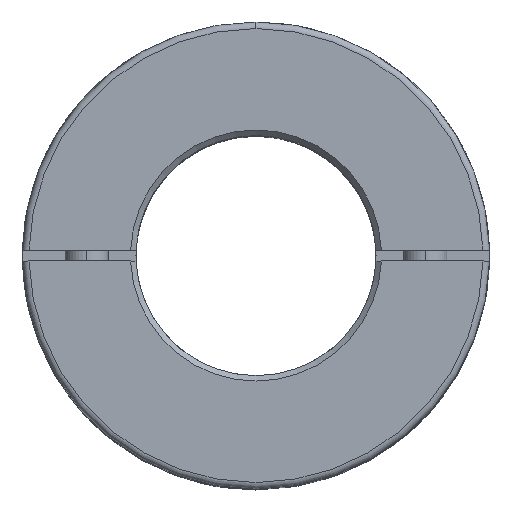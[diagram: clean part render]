
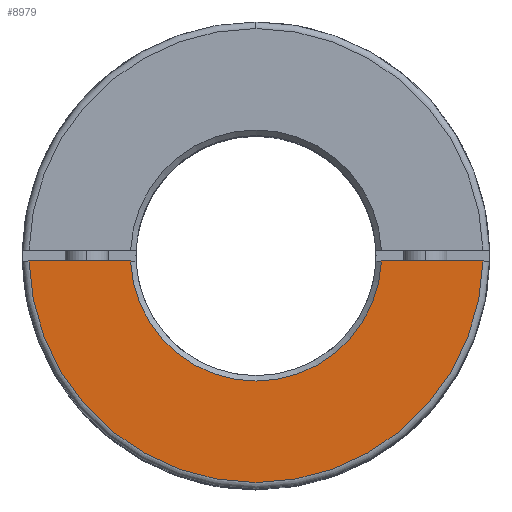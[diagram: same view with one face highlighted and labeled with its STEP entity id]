
A CAD part, top view. The second image highlights one B-rep face of the part: STEP entity #8979.
In plain terms, the highlighted planar face has unit normal (0, 0, 1).
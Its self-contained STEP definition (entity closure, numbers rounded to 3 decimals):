
#254 = DIRECTION ( 'NONE',  ( 1., 0., 0. ) ) ;
#271 = CIRCLE ( 'NONE', #10642, 11.5 ) ;
#415 = CARTESIAN_POINT ( 'NONE',  ( 20.794, -0.5, 24.15 ) ) ;
#757 = EDGE_LOOP ( 'NONE', ( #7618, #1558, #15017, #15166 ) ) ;
#863 = VERTEX_POINT ( 'NONE', #10263 ) ;
#1339 = VECTOR ( 'NONE', #7859, 1000. ) ;
#1558 = ORIENTED_EDGE ( 'NONE', *, *, #7733, .T. ) ;
#3672 = DIRECTION ( 'NONE',  ( 0., 1., 0. ) ) ;
#3964 = CARTESIAN_POINT ( 'NONE',  ( 0., 0., 24.15 ) ) ;
#4430 = FACE_OUTER_BOUND ( 'NONE', #757, .T. ) ;
#4915 = LINE ( 'NONE', #5098, #15417 ) ;
#5098 = CARTESIAN_POINT ( 'NONE',  ( -21.4, -0.5, 24.15 ) ) ;
#5422 = CARTESIAN_POINT ( 'NONE',  ( -20.794, -0.5, 24.15 ) ) ;
#5469 = EDGE_CURVE ( 'NONE', #5487, #10337, #13987, .T. ) ;
#5487 = VERTEX_POINT ( 'NONE', #5422 ) ;
#5999 = DIRECTION ( 'NONE',  ( 0., 0., 1. ) ) ;
#7069 = EDGE_CURVE ( 'NONE', #863, #10337, #4915, .T. ) ;
#7618 = ORIENTED_EDGE ( 'NONE', *, *, #7069, .F. ) ;
#7733 = EDGE_CURVE ( 'NONE', #863, #9178, #271, .T. ) ;
#7859 = DIRECTION ( 'NONE',  ( 1., 0., 0. ) ) ;
#8979 = ADVANCED_FACE ( 'NONE', ( #4430 ), #10095, .T. ) ;
#9027 = DIRECTION ( 'NONE',  ( 1., 0., 0. ) ) ;
#9178 = VERTEX_POINT ( 'NONE', #16200 ) ;
#9345 = LINE ( 'NONE', #13424, #1339 ) ;
#9552 = AXIS2_PLACEMENT_3D ( 'NONE', #12117, #10810, #3672 ) ;
#10095 = PLANE ( 'NONE',  #10192 ) ;
#10192 = AXIS2_PLACEMENT_3D ( 'NONE', #11664, #5999, #254 ) ;
#10224 = EDGE_CURVE ( 'NONE', #5487, #9178, #9345, .T. ) ;
#10263 = CARTESIAN_POINT ( 'NONE',  ( 11.489, -0.5, 24.15 ) ) ;
#10337 = VERTEX_POINT ( 'NONE', #415 ) ;
#10642 = AXIS2_PLACEMENT_3D ( 'NONE', #3964, #18167, #15285 ) ;
#10810 = DIRECTION ( 'NONE',  ( 0., 0., 1. ) ) ;
#11664 = CARTESIAN_POINT ( 'NONE',  ( 0., 0., 24.15 ) ) ;
#12117 = CARTESIAN_POINT ( 'NONE',  ( 0., 0., 24.15 ) ) ;
#13424 = CARTESIAN_POINT ( 'NONE',  ( -21.4, -0.5, 24.15 ) ) ;
#13987 = CIRCLE ( 'NONE', #9552, 20.8 ) ;
#15017 = ORIENTED_EDGE ( 'NONE', *, *, #10224, .F. ) ;
#15166 = ORIENTED_EDGE ( 'NONE', *, *, #5469, .T. ) ;
#15285 = DIRECTION ( 'NONE',  ( 1., 0., 0. ) ) ;
#15417 = VECTOR ( 'NONE', #9027, 1000. ) ;
#16200 = CARTESIAN_POINT ( 'NONE',  ( -11.489, -0.5, 24.15 ) ) ;
#18167 = DIRECTION ( 'NONE',  ( 0., 0., -1. ) ) ;
